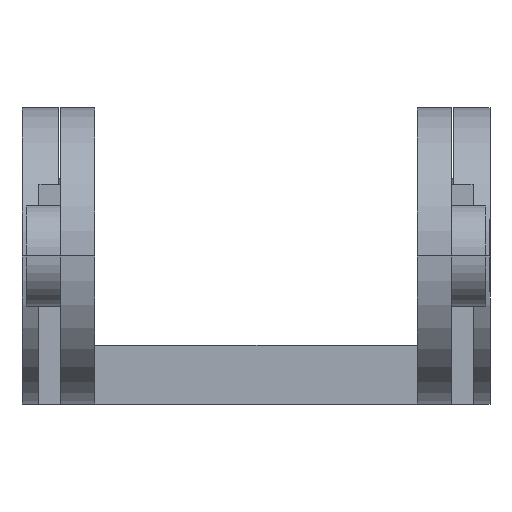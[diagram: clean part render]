
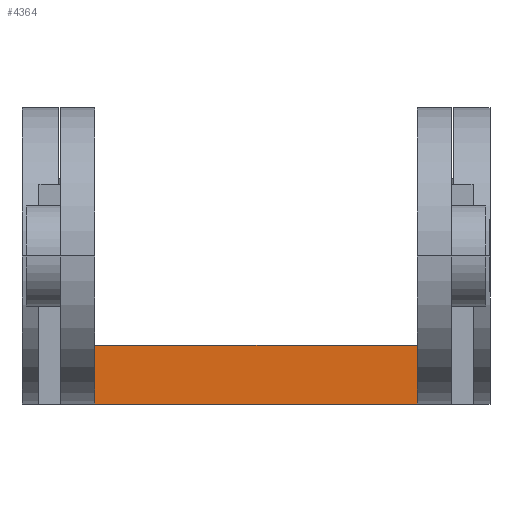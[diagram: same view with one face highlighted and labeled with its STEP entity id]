
A CAD part, left-side view. The second image highlights one B-rep face of the part: STEP entity #4364.
In plain terms, the highlighted planar face has unit normal (-1, 0, 0).
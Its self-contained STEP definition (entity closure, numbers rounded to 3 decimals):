
#37 = DIRECTION ( 'NONE',  ( 0., 1., 0. ) ) ;
#636 = EDGE_CURVE ( 'NONE', #4872, #1060, #6069, .T. ) ;
#657 = DIRECTION ( 'NONE',  ( 1., 0., 0. ) ) ;
#766 = CARTESIAN_POINT ( 'NONE',  ( -129.7, 19., 66.5 ) ) ;
#916 = CARTESIAN_POINT ( 'NONE',  ( -129.7, -19., 77. ) ) ;
#1060 = VERTEX_POINT ( 'NONE', #5085 ) ;
#1093 = DIRECTION ( 'NONE',  ( 0., 0., 1. ) ) ;
#1171 = CARTESIAN_POINT ( 'NONE',  ( -129.7, 0., 70. ) ) ;
#1400 = VECTOR ( 'NONE', #37, 1000. ) ;
#1547 = EDGE_CURVE ( 'NONE', #4872, #2335, #5214, .T. ) ;
#1877 = EDGE_CURVE ( 'NONE', #5499, #2335, #5709, .T. ) ;
#1921 = CARTESIAN_POINT ( 'NONE',  ( -129.7, 0., 66.5 ) ) ;
#2335 = VERTEX_POINT ( 'NONE', #4657 ) ;
#2376 = EDGE_LOOP ( 'NONE', ( #4544, #5385, #3588, #3031 ) ) ;
#2477 = CARTESIAN_POINT ( 'NONE',  ( -129.7, -19., 73.5 ) ) ;
#3031 = ORIENTED_EDGE ( 'NONE', *, *, #4914, .F. ) ;
#3188 = FACE_OUTER_BOUND ( 'NONE', #2376, .T. ) ;
#3506 = DIRECTION ( 'NONE',  ( 0., 0., -1. ) ) ;
#3588 = ORIENTED_EDGE ( 'NONE', *, *, #1877, .F. ) ;
#3836 = VECTOR ( 'NONE', #1093, 1000. ) ;
#4184 = VECTOR ( 'NONE', #3506, 1000. ) ;
#4208 = CARTESIAN_POINT ( 'NONE',  ( -129.7, 19., 77. ) ) ;
#4364 = ADVANCED_FACE ( 'NONE', ( #3188 ), #5748, .F. ) ;
#4498 = LINE ( 'NONE', #1921, #6241 ) ;
#4544 = ORIENTED_EDGE ( 'NONE', *, *, #636, .F. ) ;
#4613 = CARTESIAN_POINT ( 'NONE',  ( -129.7, 0., 73.5 ) ) ;
#4657 = CARTESIAN_POINT ( 'NONE',  ( -129.7, 19., 73.5 ) ) ;
#4741 = DIRECTION ( 'NONE',  ( 0., 1., 0. ) ) ;
#4872 = VERTEX_POINT ( 'NONE', #2477 ) ;
#4914 = EDGE_CURVE ( 'NONE', #1060, #5499, #4498, .T. ) ;
#5085 = CARTESIAN_POINT ( 'NONE',  ( -129.7, -19., 66.5 ) ) ;
#5214 = LINE ( 'NONE', #4613, #1400 ) ;
#5385 = ORIENTED_EDGE ( 'NONE', *, *, #1547, .T. ) ;
#5499 = VERTEX_POINT ( 'NONE', #766 ) ;
#5709 = LINE ( 'NONE', #4208, #3836 ) ;
#5748 = PLANE ( 'NONE',  #5773 ) ;
#5773 = AXIS2_PLACEMENT_3D ( 'NONE', #1171, #657, #4741 ) ;
#6069 = LINE ( 'NONE', #916, #4184 ) ;
#6241 = VECTOR ( 'NONE', #6548, 1000. ) ;
#6548 = DIRECTION ( 'NONE',  ( 0., 1., 0. ) ) ;
